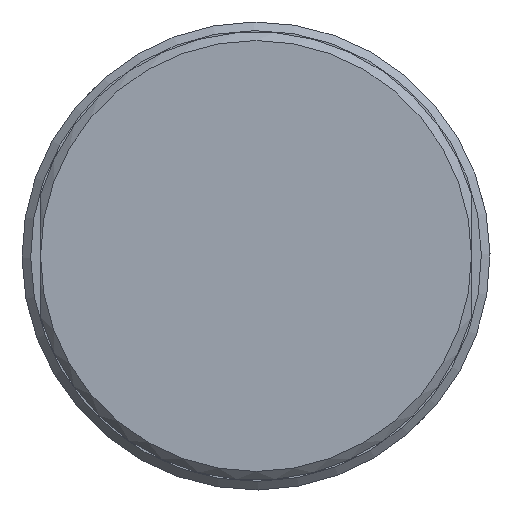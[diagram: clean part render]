
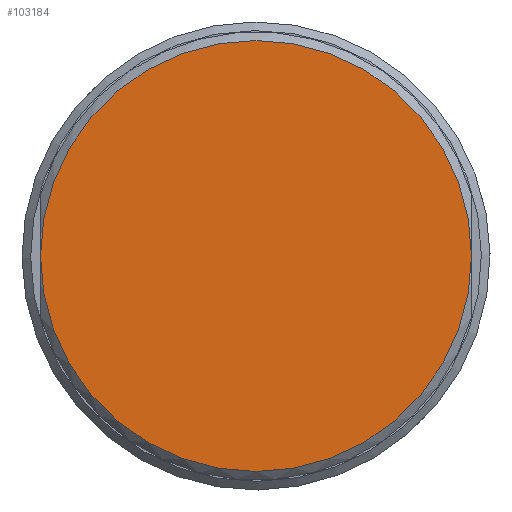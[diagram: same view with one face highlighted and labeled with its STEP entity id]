
A CAD part, left-side view. The second image highlights one B-rep face of the part: STEP entity #103184.
In plain terms, the highlighted planar face has unit normal (-1, 0, 0).
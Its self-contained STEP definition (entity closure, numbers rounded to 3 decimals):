
#102867=CARTESIAN_POINT('',(0.0,-12.5,0.));
#102868=VERTEX_POINT('',#102867);
#103059=CARTESIAN_POINT('',(0.0,12.5,0.));
#103060=VERTEX_POINT('',#103059);
#103061=CARTESIAN_POINT('',(0.0,0.0,0.0));
#103062=DIRECTION('',(1.0,0.0,0.0));
#103063=DIRECTION('',(0.0,-1.0,0.0));
#103064=AXIS2_PLACEMENT_3D('',#103061,#103062,#103063);
#103065=CIRCLE('',#103064,12.5);
#103066=EDGE_CURVE('',#102868,#103060,#103065,.T.);
#103147=CARTESIAN_POINT('',(0.0,0.0,0.0));
#103148=DIRECTION('',(1.0,0.0,0.0));
#103149=DIRECTION('',(0.0,-1.0,0.0));
#103150=AXIS2_PLACEMENT_3D('',#103147,#103148,#103149);
#103151=CIRCLE('',#103150,12.5);
#103152=EDGE_CURVE('',#103060,#102868,#103151,.T.);
#103175=CARTESIAN_POINT('',(0.0,10.688,0.0));
#103176=DIRECTION('',(-1.0,0.0,0.0));
#103177=DIRECTION('',(0.0,0.0,1.0));
#103178=AXIS2_PLACEMENT_3D('',#103175,#103176,#103177);
#103179=PLANE('',#103178);
#103180=ORIENTED_EDGE('',*,*,#103152,.F.);
#103181=ORIENTED_EDGE('',*,*,#103066,.F.);
#103182=EDGE_LOOP('',(#103180,#103181));
#103183=FACE_OUTER_BOUND('',#103182,.T.);
#103184=ADVANCED_FACE('',(#103183),#103179,.T.);
